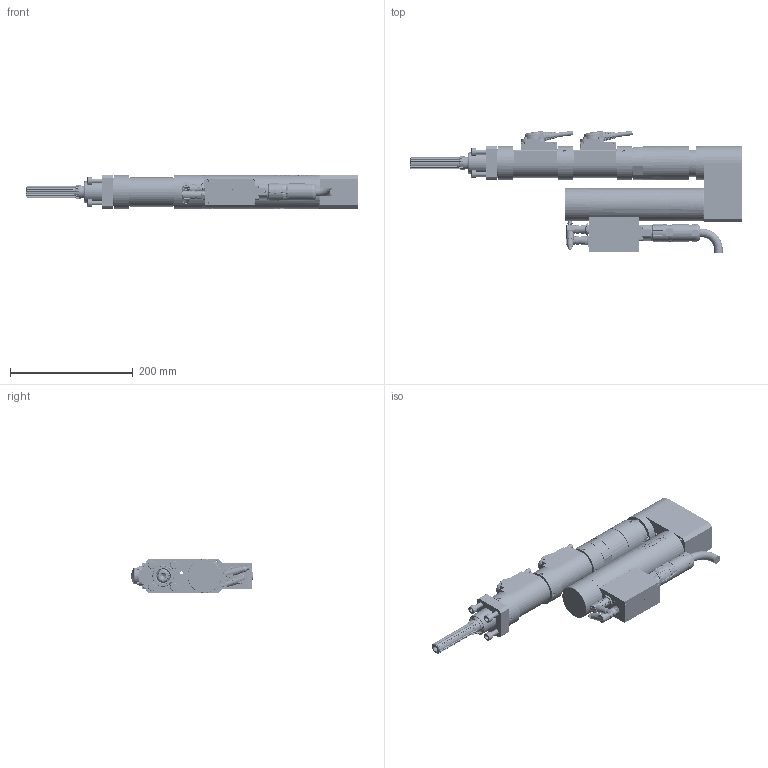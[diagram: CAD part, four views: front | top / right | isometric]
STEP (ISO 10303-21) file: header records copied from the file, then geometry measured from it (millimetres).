
FILE_DESCRIPTION(/* description */ (''),/* implementation_level */ '2;1');
FILE_NAME(/* name */ '2BDU200T2S-A_IAM_001.iam.step',/* time_stamp */ '2021-07-26T07:44:09+02:00',/* author */ ('cideon'),/* organization */ (''),/* preprocessor_version */ 'ST-DEVELOPER v17.2',/* originating_system */ 'Autodesk Inventor 2019',/* authorisation */ '');
FILE_SCHEMA (('AUTOMOTIVE_DESIGN { 1 0 10303 214 3 1 1 }'));
Products named in the file (1): Bauteil10
Bounding box: 540.25 x 199.31 x 55.2 mm (x, y, z)
Volume: 1908232.8 mm3; surface area: 333946.6 mm2
Topology: 3 solids, 3 shells, 6505 faces, 19073 edges, 12511 vertices
Faces by surface type: plane 3970, cylinder 1367, cone 523, bspline 351, torus 277, sphere 17
Full cylindrical faces by diameter (mm): 0.434 x4, 0.6 x32, 1.6 x3, 1.7 x8, 1.83 x4, 2 x1, 2.1 x4, 2.5 x6, 3 x14, 3.2 x4, 3.3 x8, 4 x8, 4.02 x4, 4.3 x4, 5 x13, 5.1 x20, 5.5 x12, 5.9 x2, 6 x4, 6.3 x2, 7 x6, 7.25 x4, 7.3 x2, 8 x10, 8.1 x1, 8.5 x1, 8.7 x2, 9 x2, 10 x3, 11.5 x4
Entity records: 274936 total; most frequent: CARTESIAN_POINT 96259, ORIENTED_EDGE 38082, DIRECTION 35674, EDGE_CURVE 19041, AXIS2_PLACEMENT_3D 12984, VERTEX_POINT 12511, LINE 9706, VECTOR 9706
